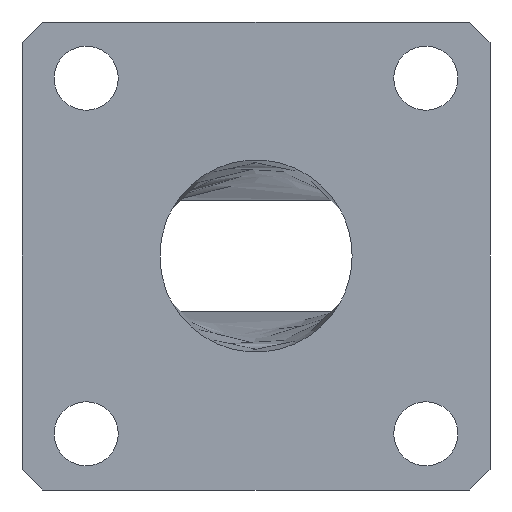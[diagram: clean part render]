
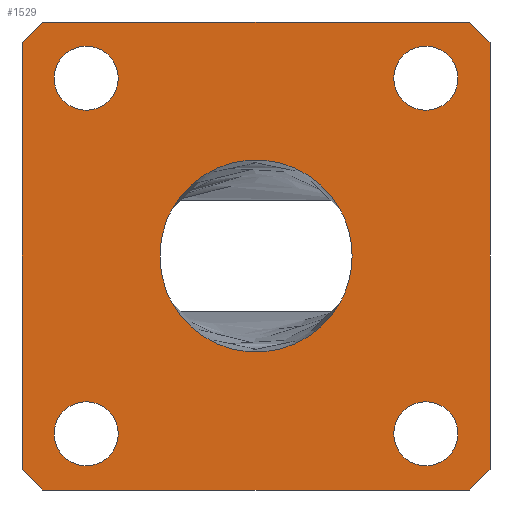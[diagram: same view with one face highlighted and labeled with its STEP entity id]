
A CAD part, front view. The second image highlights one B-rep face of the part: STEP entity #1529.
In plain terms, the highlighted planar face has unit normal (0, -1, 0).
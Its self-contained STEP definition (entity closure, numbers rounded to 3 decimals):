
#921 = VERTEX_POINT('',#922);
#922 = CARTESIAN_POINT('',(-4.264,-3.,1.726));
#927 = EDGE_CURVE('',#921,#928,#930,.T.);
#928 = VERTEX_POINT('',#929);
#929 = CARTESIAN_POINT('',(-4.264,-3.,-1.726));
#930 = CIRCLE('',#931,4.6);
#931 = AXIS2_PLACEMENT_3D('',#932,#933,#934);
#932 = CARTESIAN_POINT('',(0.,-3.,0.));
#933 = DIRECTION('',(0.,-1.,0.));
#934 = DIRECTION('',(1.,0.,0.));
#961 = VERTEX_POINT('',#962);
#962 = CARTESIAN_POINT('',(-4.03,-3.,2.217));
#967 = EDGE_CURVE('',#961,#921,#968,.T.);
#968 = CIRCLE('',#969,4.6);
#969 = AXIS2_PLACEMENT_3D('',#970,#971,#972);
#970 = CARTESIAN_POINT('',(0.,-3.,0.));
#971 = DIRECTION('',(0.,-1.,0.));
#972 = DIRECTION('',(1.,0.,0.));
#997 = VERTEX_POINT('',#998);
#998 = CARTESIAN_POINT('',(4.03,-3.,2.217));
#1003 = EDGE_CURVE('',#997,#961,#1004,.T.);
#1004 = CIRCLE('',#1005,4.6);
#1005 = AXIS2_PLACEMENT_3D('',#1006,#1007,#1008);
#1006 = CARTESIAN_POINT('',(0.,-3.,0.));
#1007 = DIRECTION('',(0.,-1.,0.));
#1008 = DIRECTION('',(1.,0.,0.));
#1037 = VERTEX_POINT('',#1038);
#1038 = CARTESIAN_POINT('',(4.264,-3.,1.726));
#1043 = EDGE_CURVE('',#1037,#997,#1044,.T.);
#1044 = CIRCLE('',#1045,4.6);
#1045 = AXIS2_PLACEMENT_3D('',#1046,#1047,#1048);
#1046 = CARTESIAN_POINT('',(0.,-3.,0.));
#1047 = DIRECTION('',(0.,-1.,0.));
#1048 = DIRECTION('',(1.,0.,0.));
#1073 = VERTEX_POINT('',#1074);
#1074 = CARTESIAN_POINT('',(4.6,-3.,0.));
#1079 = EDGE_CURVE('',#1073,#1037,#1080,.T.);
#1080 = CIRCLE('',#1081,4.6);
#1081 = AXIS2_PLACEMENT_3D('',#1082,#1083,#1084);
#1082 = CARTESIAN_POINT('',(0.,-3.,0.));
#1083 = DIRECTION('',(0.,-1.,0.));
#1084 = DIRECTION('',(1.,0.,0.));
#1105 = VERTEX_POINT('',#1106);
#1106 = CARTESIAN_POINT('',(4.264,-3.,-1.726));
#1111 = EDGE_CURVE('',#1105,#1073,#1112,.T.);
#1112 = CIRCLE('',#1113,4.6);
#1113 = AXIS2_PLACEMENT_3D('',#1114,#1115,#1116);
#1114 = CARTESIAN_POINT('',(0.,-3.,0.));
#1115 = DIRECTION('',(0.,-1.,0.));
#1116 = DIRECTION('',(1.,0.,0.));
#1137 = VERTEX_POINT('',#1138);
#1138 = CARTESIAN_POINT('',(4.03,-3.,-2.217));
#1143 = EDGE_CURVE('',#1137,#1105,#1144,.T.);
#1144 = CIRCLE('',#1145,4.6);
#1145 = AXIS2_PLACEMENT_3D('',#1146,#1147,#1148);
#1146 = CARTESIAN_POINT('',(0.,-3.,0.));
#1147 = DIRECTION('',(0.,-1.,0.));
#1148 = DIRECTION('',(1.,0.,0.));
#1173 = VERTEX_POINT('',#1174);
#1174 = CARTESIAN_POINT('',(-4.03,-3.,-2.217));
#1179 = EDGE_CURVE('',#1173,#1137,#1180,.T.);
#1180 = CIRCLE('',#1181,4.6);
#1181 = AXIS2_PLACEMENT_3D('',#1182,#1183,#1184);
#1182 = CARTESIAN_POINT('',(0.,-3.,0.));
#1183 = DIRECTION('',(0.,-1.,0.));
#1184 = DIRECTION('',(1.,0.,0.));
#1213 = EDGE_CURVE('',#928,#1173,#1214,.T.);
#1214 = CIRCLE('',#1215,4.6);
#1215 = AXIS2_PLACEMENT_3D('',#1216,#1217,#1218);
#1216 = CARTESIAN_POINT('',(0.,-3.,0.));
#1217 = DIRECTION('',(0.,-1.,0.));
#1218 = DIRECTION('',(1.,0.,0.));
#1243 = VERTEX_POINT('',#1244);
#1244 = CARTESIAN_POINT('',(-10.2,-3.,-11.2));
#1250 = EDGE_CURVE('',#1243,#1251,#1253,.T.);
#1251 = VERTEX_POINT('',#1252);
#1252 = CARTESIAN_POINT('',(10.2,-3.,-11.2));
#1253 = LINE('',#1254,#1255);
#1254 = CARTESIAN_POINT('',(-11.2,-3.,-11.2));
#1255 = VECTOR('',#1256,1.);
#1256 = DIRECTION('',(1.,0.,0.));
#1274 = EDGE_CURVE('',#1243,#1275,#1277,.T.);
#1275 = VERTEX_POINT('',#1276);
#1276 = CARTESIAN_POINT('',(-11.2,-3.,-10.2));
#1277 = LINE('',#1278,#1279);
#1278 = CARTESIAN_POINT('',(-10.7,-3.,-10.7));
#1279 = VECTOR('',#1280,1.);
#1280 = DIRECTION('',(-0.707,0.,0.707)
  );
#1298 = VERTEX_POINT('',#1299);
#1299 = CARTESIAN_POINT('',(11.2,-3.,-10.2));
#1305 = EDGE_CURVE('',#1298,#1251,#1306,.T.);
#1306 = LINE('',#1307,#1308);
#1307 = CARTESIAN_POINT('',(10.7,-3.,-10.7));
#1308 = VECTOR('',#1309,1.);
#1309 = DIRECTION('',(-0.707,0.,
    -0.707));
#1322 = VERTEX_POINT('',#1323);
#1323 = CARTESIAN_POINT('',(-11.2,-3.,10.2));
#1329 = EDGE_CURVE('',#1322,#1275,#1330,.T.);
#1330 = LINE('',#1331,#1332);
#1331 = CARTESIAN_POINT('',(-11.2,-3.,11.2));
#1332 = VECTOR('',#1333,1.);
#1333 = DIRECTION('',(0.,0.,-1.));
#1346 = EDGE_CURVE('',#1298,#1347,#1349,.T.);
#1347 = VERTEX_POINT('',#1348);
#1348 = CARTESIAN_POINT('',(11.2,-3.,10.2));
#1349 = LINE('',#1350,#1351);
#1350 = CARTESIAN_POINT('',(11.2,-3.,-11.2));
#1351 = VECTOR('',#1352,1.);
#1352 = DIRECTION('',(0.,0.,1.));
#1370 = VERTEX_POINT('',#1371);
#1371 = CARTESIAN_POINT('',(-10.2,-3.,11.2));
#1377 = EDGE_CURVE('',#1370,#1322,#1378,.T.);
#1378 = LINE('',#1379,#1380);
#1379 = CARTESIAN_POINT('',(-10.7,-3.,10.7));
#1380 = VECTOR('',#1381,1.);
#1381 = DIRECTION('',(-0.707,0.,
    -0.707));
#1394 = EDGE_CURVE('',#1347,#1395,#1397,.T.);
#1395 = VERTEX_POINT('',#1396);
#1396 = CARTESIAN_POINT('',(10.2,-3.,11.2));
#1397 = LINE('',#1398,#1399);
#1398 = CARTESIAN_POINT('',(10.7,-3.,10.7));
#1399 = VECTOR('',#1400,1.);
#1400 = DIRECTION('',(-0.707,0.,0.707)
  );
#1418 = EDGE_CURVE('',#1395,#1370,#1419,.T.);
#1419 = LINE('',#1420,#1421);
#1420 = CARTESIAN_POINT('',(11.2,-3.,11.2));
#1421 = VECTOR('',#1422,1.);
#1422 = DIRECTION('',(-1.,0.,0.));
#1434 = VERTEX_POINT('',#1435);
#1435 = CARTESIAN_POINT('',(-6.595,-3.,-8.51));
#1441 = EDGE_CURVE('',#1434,#1434,#1442,.T.);
#1442 = CIRCLE('',#1443,1.535);
#1443 = AXIS2_PLACEMENT_3D('',#1444,#1445,#1446);
#1444 = CARTESIAN_POINT('',(-8.13,-3.,-8.51));
#1445 = DIRECTION('',(0.,-1.,0.));
#1446 = DIRECTION('',(1.,0.,0.));
#1459 = VERTEX_POINT('',#1460);
#1460 = CARTESIAN_POINT('',(-6.595,-3.,8.51));
#1466 = EDGE_CURVE('',#1459,#1459,#1467,.T.);
#1467 = CIRCLE('',#1468,1.535);
#1468 = AXIS2_PLACEMENT_3D('',#1469,#1470,#1471);
#1469 = CARTESIAN_POINT('',(-8.13,-3.,8.51));
#1470 = DIRECTION('',(0.,-1.,0.));
#1471 = DIRECTION('',(1.,0.,0.));
#1484 = VERTEX_POINT('',#1485);
#1485 = CARTESIAN_POINT('',(9.665,-3.,-8.51));
#1491 = EDGE_CURVE('',#1484,#1484,#1492,.T.);
#1492 = CIRCLE('',#1493,1.535);
#1493 = AXIS2_PLACEMENT_3D('',#1494,#1495,#1496);
#1494 = CARTESIAN_POINT('',(8.13,-3.,-8.51));
#1495 = DIRECTION('',(0.,-1.,0.));
#1496 = DIRECTION('',(1.,0.,0.));
#1509 = VERTEX_POINT('',#1510);
#1510 = CARTESIAN_POINT('',(9.665,-3.,8.51));
#1516 = EDGE_CURVE('',#1509,#1509,#1517,.T.);
#1517 = CIRCLE('',#1518,1.535);
#1518 = AXIS2_PLACEMENT_3D('',#1519,#1520,#1521);
#1519 = CARTESIAN_POINT('',(8.13,-3.,8.51));
#1520 = DIRECTION('',(0.,-1.,0.));
#1521 = DIRECTION('',(1.,0.,0.));
#1529 = ADVANCED_FACE('',(#1530,#1540,#1543,#1546,#1549,#1560),#1563,.F.
  );
#1530 = FACE_BOUND('',#1531,.F.);
#1531 = EDGE_LOOP('',(#1532,#1533,#1534,#1535,#1536,#1537,#1538,#1539));
#1532 = ORIENTED_EDGE('',*,*,#1250,.F.);
#1533 = ORIENTED_EDGE('',*,*,#1274,.T.);
#1534 = ORIENTED_EDGE('',*,*,#1329,.F.);
#1535 = ORIENTED_EDGE('',*,*,#1377,.F.);
#1536 = ORIENTED_EDGE('',*,*,#1418,.F.);
#1537 = ORIENTED_EDGE('',*,*,#1394,.F.);
#1538 = ORIENTED_EDGE('',*,*,#1346,.F.);
#1539 = ORIENTED_EDGE('',*,*,#1305,.T.);
#1540 = FACE_BOUND('',#1541,.F.);
#1541 = EDGE_LOOP('',(#1542));
#1542 = ORIENTED_EDGE('',*,*,#1441,.T.);
#1543 = FACE_BOUND('',#1544,.F.);
#1544 = EDGE_LOOP('',(#1545));
#1545 = ORIENTED_EDGE('',*,*,#1466,.T.);
#1546 = FACE_BOUND('',#1547,.F.);
#1547 = EDGE_LOOP('',(#1548));
#1548 = ORIENTED_EDGE('',*,*,#1491,.T.);
#1549 = FACE_BOUND('',#1550,.F.);
#1550 = EDGE_LOOP('',(#1551,#1552,#1553,#1554,#1555,#1556,#1557,#1558,
    #1559));
#1551 = ORIENTED_EDGE('',*,*,#967,.T.);
#1552 = ORIENTED_EDGE('',*,*,#927,.T.);
#1553 = ORIENTED_EDGE('',*,*,#1213,.T.);
#1554 = ORIENTED_EDGE('',*,*,#1179,.T.);
#1555 = ORIENTED_EDGE('',*,*,#1143,.T.);
#1556 = ORIENTED_EDGE('',*,*,#1111,.T.);
#1557 = ORIENTED_EDGE('',*,*,#1079,.T.);
#1558 = ORIENTED_EDGE('',*,*,#1043,.T.);
#1559 = ORIENTED_EDGE('',*,*,#1003,.T.);
#1560 = FACE_BOUND('',#1561,.F.);
#1561 = EDGE_LOOP('',(#1562));
#1562 = ORIENTED_EDGE('',*,*,#1516,.T.);
#1563 = PLANE('',#1564);
#1564 = AXIS2_PLACEMENT_3D('',#1565,#1566,#1567);
#1565 = CARTESIAN_POINT('',(0.,-3.,0.));
#1566 = DIRECTION('',(0.,1.,0.));
#1567 = DIRECTION('',(0.,0.,1.));
